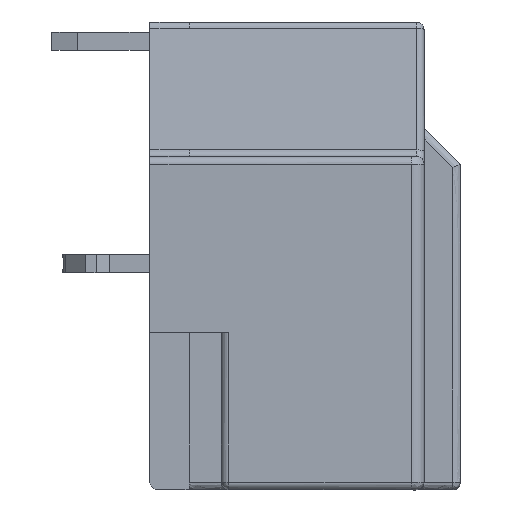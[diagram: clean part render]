
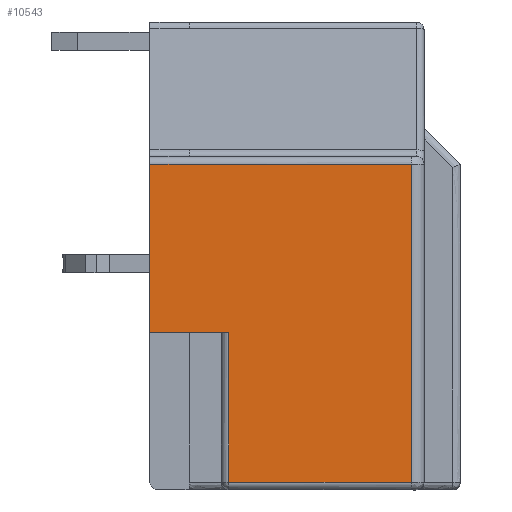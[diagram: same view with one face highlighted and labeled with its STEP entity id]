
A CAD part, left-side view. The second image highlights one B-rep face of the part: STEP entity #10543.
In plain terms, the highlighted free-form (B-spline) face has degree [1, 1] with [2, 2] control points.
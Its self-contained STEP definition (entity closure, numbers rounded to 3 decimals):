
#3212=CARTESIAN_POINT('',(-32.25,29.29,4.1));
#3213=VERTEX_POINT('',#3212);
#3219=CARTESIAN_POINT('',(-32.25,29.29,10.6));
#3220=VERTEX_POINT('',#3219);
#3221=CARTESIAN_POINT('',(-32.25,29.29,4.1));
#3222=CARTESIAN_POINT('',(-32.25,29.29,10.6));
#3223=B_SPLINE_CURVE_WITH_KNOTS('',1,(#3221,#3222),.POLYLINE_FORM.,.F.,.U.,(2,2),(0.,1.),.UNSPECIFIED.);
#3224=EDGE_CURVE('',#3213,#3220,#3223,.T.);
#4196=CARTESIAN_POINT('',(-32.25,19.19,10.6));
#4197=VERTEX_POINT('',#4196);
#4436=CARTESIAN_POINT('',(-32.25,19.19,-1.7));
#4437=VERTEX_POINT('',#4436);
#4438=CARTESIAN_POINT('',(-32.25,19.19,10.6));
#4439=CARTESIAN_POINT('',(-32.25,19.19,-1.7));
#4440=B_SPLINE_CURVE_WITH_KNOTS('',1,(#4438,#4439),.POLYLINE_FORM.,.F.,.U.,(2,2),(0.,1.),.UNSPECIFIED.);
#4441=EDGE_CURVE('',#4197,#4437,#4440,.T.);
#10499=CARTESIAN_POINT('',(-32.25,26.24,4.1));
#10500=VERTEX_POINT('',#10499);
#10507=CARTESIAN_POINT('',(-32.25,26.24,4.1));
#10508=CARTESIAN_POINT('',(-32.25,29.29,4.1));
#10509=B_SPLINE_CURVE_WITH_KNOTS('',1,(#10507,#10508),.POLYLINE_FORM.,.F.,.U.,(2,2),(0.,1.),.UNSPECIFIED.);
#10510=EDGE_CURVE('',#10500,#3213,#10509,.T.);
#10516=CARTESIAN_POINT('',(-32.25,40.155,-11.465));
#10517=CARTESIAN_POINT('',(-32.25,40.155,20.365));
#10518=CARTESIAN_POINT('',(-32.25,8.325,-11.465));
#10519=CARTESIAN_POINT('',(-32.25,8.325,20.365));
#10520=B_SPLINE_SURFACE_WITH_KNOTS('',1,1,((#10516,#10517),(#10518,#10519)),.PLANE_SURF.,.F.,.F.,.U.,(2,2),(2,2),(0.,1.),(0.,1.),.UNSPECIFIED.);
#10521=CARTESIAN_POINT('',(-32.25,26.24,-1.7));
#10522=VERTEX_POINT('',#10521);
#10523=CARTESIAN_POINT('',(-32.25,26.24,-1.7));
#10524=CARTESIAN_POINT('',(-32.25,19.19,-1.7));
#10525=B_SPLINE_CURVE_WITH_KNOTS('',1,(#10523,#10524),.POLYLINE_FORM.,.F.,.U.,(2,2),(0.,1.),.UNSPECIFIED.);
#10526=EDGE_CURVE('',#10522,#4437,#10525,.T.);
#10527=ORIENTED_EDGE('',*,*,#10526,.T.);
#10528=ORIENTED_EDGE('',*,*,#4441,.F.);
#10529=CARTESIAN_POINT('',(-32.25,19.19,10.6));
#10530=CARTESIAN_POINT('',(-32.25,29.29,10.6));
#10531=B_SPLINE_CURVE_WITH_KNOTS('',1,(#10529,#10530),.POLYLINE_FORM.,.F.,.U.,(2,2),(0.,1.),.UNSPECIFIED.);
#10532=EDGE_CURVE('',#4197,#3220,#10531,.T.);
#10533=ORIENTED_EDGE('',*,*,#10532,.T.);
#10534=ORIENTED_EDGE('',*,*,#3224,.F.);
#10535=ORIENTED_EDGE('',*,*,#10510,.F.);
#10536=CARTESIAN_POINT('',(-32.25,26.24,4.1));
#10537=CARTESIAN_POINT('',(-32.25,26.24,-1.7));
#10538=B_SPLINE_CURVE_WITH_KNOTS('',1,(#10536,#10537),.POLYLINE_FORM.,.F.,.U.,(2,2),(0.,1.),.UNSPECIFIED.);
#10539=EDGE_CURVE('',#10500,#10522,#10538,.T.);
#10540=ORIENTED_EDGE('',*,*,#10539,.T.);
#10541=EDGE_LOOP('',(#10527,#10528,#10533,#10534,#10535,#10540));
#10542=FACE_OUTER_BOUND('',#10541,.T.);
#10543=ADVANCED_FACE('',(#10542),#10520,.T.);
